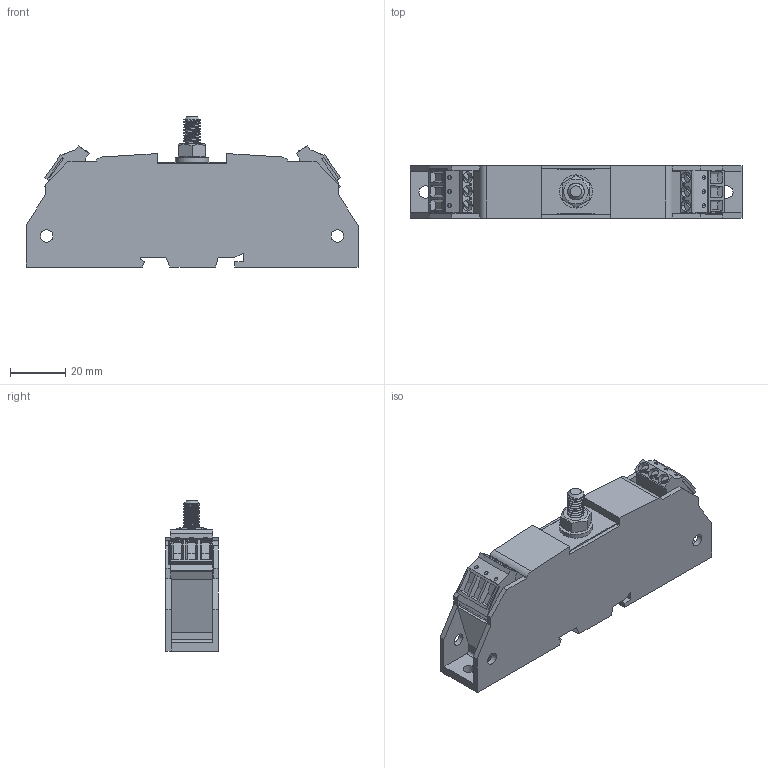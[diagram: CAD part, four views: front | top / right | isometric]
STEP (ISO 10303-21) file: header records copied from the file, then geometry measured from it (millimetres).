
FILE_DESCRIPTION(/* description */ (' ESP D Series, ESP E Series, ESP TN, ESP RS485'),/* implementation_level */ '2;1');
FILE_NAME(/* name */ 'ESP Lightning_Barrier.stp',/* time_stamp */ '2014-02-14T08:27:37+00:00',/* author */ ('N. Brown'),/* organization */ ('W.J.Furse'),/* preprocessor_version */ 'ST-DEVELOPER v15.2',/* originating_system */ 'Autodesk Inventor 2014',/* authorisation */ '');
FILE_SCHEMA (('AUTOMOTIVE_DESIGN { 1 0 10303 214 3 1 1 }'));
Length unit declared in the file: centimetre
Products named in the file (1): ESP Lightning_Barrier
Bounding box: 120 x 19 x 54.25 mm (x, y, z)
Volume: 34009 mm3; surface area: 35689.6 mm2
Topology: 1 solids, 7 shells, 769 faces, 2082 edges, 1370 vertices
Faces by surface type: plane 549, cylinder 145, bspline 55, cone 12, sphere 8
Full cylindrical faces by diameter (mm): 1.3 x2, 2 x1, 2.459 x2, 3 x5, 3.4 x2, 4 x2, 4.5 x6, 6.4 x1, 12 x1
Entity records: 30369 total; most frequent: CARTESIAN_POINT 10386, ORIENTED_EDGE 4090, DIRECTION 3718, EDGE_CURVE 2045, LINE 1516, VECTOR 1516, VERTEX_POINT 1365, AXIS2_PLACEMENT_3D 1101
